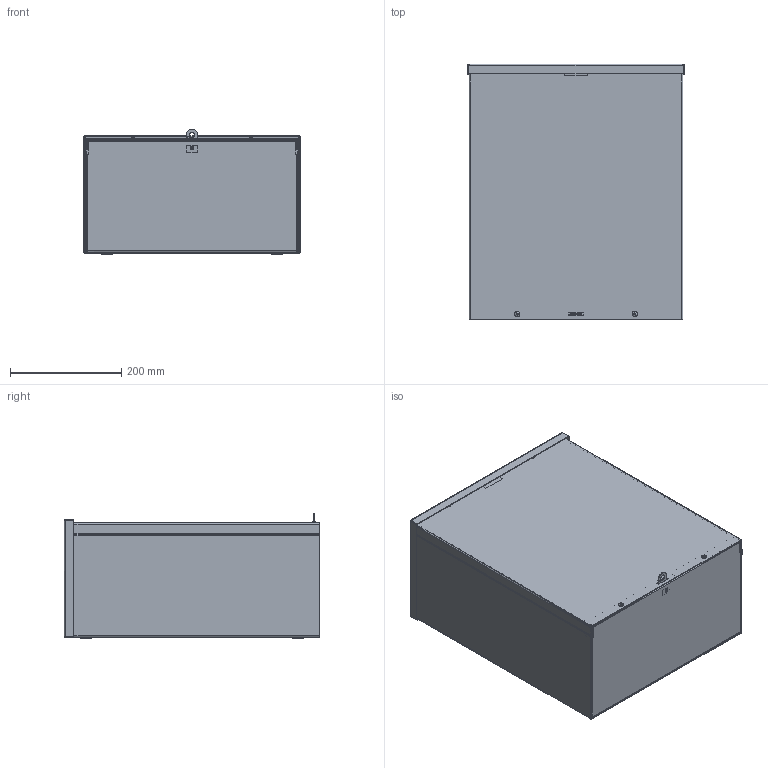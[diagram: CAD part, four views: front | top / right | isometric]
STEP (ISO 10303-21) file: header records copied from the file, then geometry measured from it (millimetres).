
FILE_DESCRIPTION(/* description */ ('RSC, NEMA 3R, GALV, BKPA, 15X18X8'),/* implementation_level */ '2;1');
FILE_NAME(/* name */ 'RSC151808G.stp',/* time_stamp */ '2015-05-25T22:03:29+06:00',/* author */ ('vdas'),/* organization */ (''),/* preprocessor_version */ 'ST-DEVELOPER v15.2',/* originating_system */ 'Autodesk Inventor 2014',/* authorisation */ '');
FILE_SCHEMA (('AUTOMOTIVE_DESIGN { 1 0 10303 214 3 1 1 }'));
Length unit declared in the file: inch
Products named in the file (9): RSC151808GBKPA; RSC1508GEWPA; RSC1518GLFA; RSC1508GCPA; 3183; 31823; 372177; 36910-14GA; RSC151808G
Bounding box: 388.91 x 459.76 x 224.77 mm (x, y, z)
Volume: 1179187.6 mm3; surface area: 1509032.4 mm2
Topology: 9 solids, 9 shells, 320 faces, 685 edges, 398 vertices
Faces by surface type: plane 183, cylinder 61, cone 30, torus 29, bspline 14, sphere 3
Full cylindrical faces by diameter (mm): 3.175 x2, 3.454 x2, 3.734 x2, 4.166 x2, 4.343 x1, 5.931 x1, 6.655 x1, 7.144 x4, 7.938 x4, 9.525 x1, 9.754 x2
Entity records: 8249 total; most frequent: CARTESIAN_POINT 1851, DIRECTION 1258, ORIENTED_EDGE 1122, EDGE_CURVE 561, AXIS2_PLACEMENT_3D 458, EDGE_LOOP 394, VERTEX_POINT 351, LINE 342
